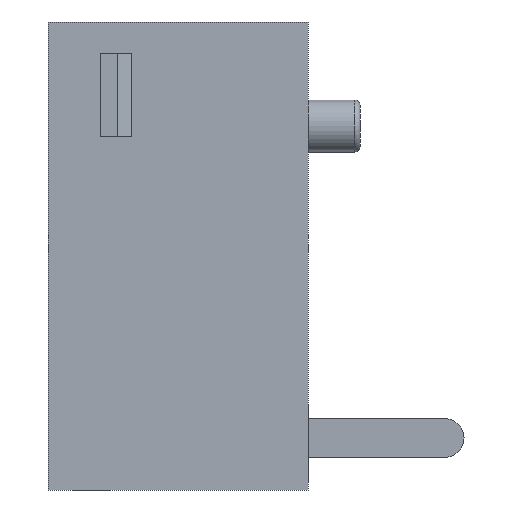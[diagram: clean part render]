
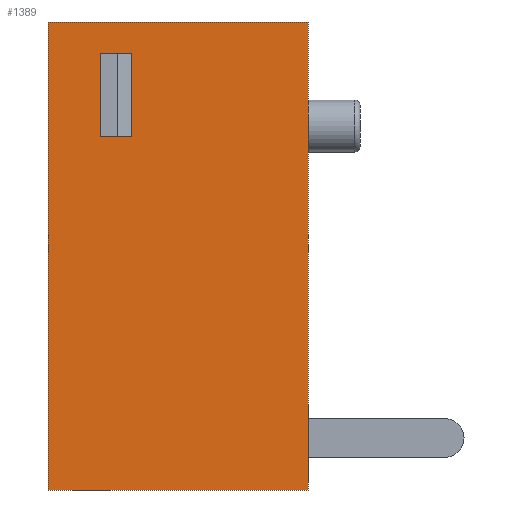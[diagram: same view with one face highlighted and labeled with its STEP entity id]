
A CAD part, left-side view. The second image highlights one B-rep face of the part: STEP entity #1389.
In plain terms, the highlighted planar face has unit normal (-1, 0, 0).
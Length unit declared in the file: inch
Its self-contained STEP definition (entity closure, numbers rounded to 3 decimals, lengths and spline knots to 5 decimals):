
#22 = CARTESIAN_POINT ( 'NONE',  ( -0.11811, 0.13386, -0.02362 ) ) ;
#41 = EDGE_CURVE ( 'NONE', #3194, #541, #102, .T. ) ;
#81 = CARTESIAN_POINT ( 'NONE',  ( -0.11811, 0.15748, -0.02362 ) ) ;
#92 = ORIENTED_EDGE ( 'NONE', *, *, #3223, .T. ) ;
#93 = FACE_OUTER_BOUND ( 'NONE', #2822, .T. ) ;
#102 = LINE ( 'NONE', #3363, #2430 ) ;
#118 = DIRECTION ( 'NONE',  ( 0., 1., 0. ) ) ;
#149 = VECTOR ( 'NONE', #3485, 39.37008 ) ;
#183 = EDGE_CURVE ( 'NONE', #541, #1313, #194, .T. ) ;
#194 = LINE ( 'NONE', #1800, #1495 ) ;
#200 = VERTEX_POINT ( 'NONE', #1767 ) ;
#249 = VERTEX_POINT ( 'NONE', #1063 ) ;
#384 = ORIENTED_EDGE ( 'NONE', *, *, #1355, .F. ) ;
#408 = PLANE ( 'NONE',  #1511 ) ;
#432 = FACE_BOUND ( 'NONE', #1946, .T. ) ;
#531 = LINE ( 'NONE', #554, #1882 ) ;
#541 = VERTEX_POINT ( 'NONE', #636 ) ;
#554 = CARTESIAN_POINT ( 'NONE',  ( -0.11811, 0., -0.35433 ) ) ;
#636 = CARTESIAN_POINT ( 'NONE',  ( -0.11811, 0.15748, -0.08661 ) ) ;
#683 = CARTESIAN_POINT ( 'NONE',  ( -0.11811, 0., -0.35433 ) ) ;
#685 = ORIENTED_EDGE ( 'NONE', *, *, #847, .F. ) ;
#847 = EDGE_CURVE ( 'NONE', #200, #249, #854, .T. ) ;
#854 = LINE ( 'NONE', #1359, #3384 ) ;
#940 = DIRECTION ( 'NONE',  ( -1., 0., 0. ) ) ;
#977 = LINE ( 'NONE', #3190, #2969 ) ;
#1054 = CARTESIAN_POINT ( 'NONE',  ( -0.11811, 0.19685, -0.35433 ) ) ;
#1063 = CARTESIAN_POINT ( 'NONE',  ( -0.11811, 0., 0. ) ) ;
#1066 = VECTOR ( 'NONE', #2898, 39.37008 ) ;
#1091 = ORIENTED_EDGE ( 'NONE', *, *, #41, .F. ) ;
#1261 = DIRECTION ( 'NONE',  ( 0., -1., 0. ) ) ;
#1313 = VERTEX_POINT ( 'NONE', #2065 ) ;
#1355 = EDGE_CURVE ( 'NONE', #1313, #1662, #977, .T. ) ;
#1359 = CARTESIAN_POINT ( 'NONE',  ( -0.11811, 0., 0. ) ) ;
#1389 = ADVANCED_FACE ( 'NONE', ( #432, #93 ), #408, .T. ) ;
#1394 = LINE ( 'NONE', #81, #1570 ) ;
#1495 = VECTOR ( 'NONE', #1261, 39.37008 ) ;
#1504 = CARTESIAN_POINT ( 'NONE',  ( -0.11811, 0., -0.35433 ) ) ;
#1505 = EDGE_CURVE ( 'NONE', #1662, #3194, #1394, .T. ) ;
#1511 = AXIS2_PLACEMENT_3D ( 'NONE', #2048, #940, #1515 ) ;
#1515 = DIRECTION ( 'NONE',  ( 0., 0., 1. ) ) ;
#1570 = VECTOR ( 'NONE', #118, 39.37008 ) ;
#1662 = VERTEX_POINT ( 'NONE', #22 ) ;
#1730 = DIRECTION ( 'NONE',  ( 0., 0., -1. ) ) ;
#1767 = CARTESIAN_POINT ( 'NONE',  ( -0.11811, 0.19685, 0. ) ) ;
#1800 = CARTESIAN_POINT ( 'NONE',  ( -0.11811, 0.15748, -0.08661 ) ) ;
#1846 = LINE ( 'NONE', #683, #1066 ) ;
#1882 = VECTOR ( 'NONE', #2477, 39.37008 ) ;
#1946 = EDGE_LOOP ( 'NONE', ( #2735, #384, #2045, #1091 ) ) ;
#2029 = DIRECTION ( 'NONE',  ( 0., 0., 1. ) ) ;
#2045 = ORIENTED_EDGE ( 'NONE', *, *, #183, .F. ) ;
#2048 = CARTESIAN_POINT ( 'NONE',  ( -0.11811, 0., -0.35433 ) ) ;
#2065 = CARTESIAN_POINT ( 'NONE',  ( -0.11811, 0.13386, -0.08661 ) ) ;
#2111 = LINE ( 'NONE', #2961, #149 ) ;
#2225 = VERTEX_POINT ( 'NONE', #1054 ) ;
#2430 = VECTOR ( 'NONE', #1730, 39.37008 ) ;
#2467 = DIRECTION ( 'NONE',  ( 0., -1., 0. ) ) ;
#2477 = DIRECTION ( 'NONE',  ( 0., 0., 1. ) ) ;
#2638 = EDGE_CURVE ( 'NONE', #2225, #3403, #1846, .T. ) ;
#2735 = ORIENTED_EDGE ( 'NONE', *, *, #1505, .F. ) ;
#2822 = EDGE_LOOP ( 'NONE', ( #685, #2967, #3122, #92 ) ) ;
#2898 = DIRECTION ( 'NONE',  ( 0., -1., 0. ) ) ;
#2961 = CARTESIAN_POINT ( 'NONE',  ( -0.11811, 0.19685, -0.35433 ) ) ;
#2967 = ORIENTED_EDGE ( 'NONE', *, *, #3361, .F. ) ;
#2969 = VECTOR ( 'NONE', #2029, 39.37008 ) ;
#3056 = CARTESIAN_POINT ( 'NONE',  ( -0.11811, 0.15748, -0.02362 ) ) ;
#3122 = ORIENTED_EDGE ( 'NONE', *, *, #2638, .T. ) ;
#3190 = CARTESIAN_POINT ( 'NONE',  ( -0.11811, 0.13386, -0.02362 ) ) ;
#3194 = VERTEX_POINT ( 'NONE', #3056 ) ;
#3223 = EDGE_CURVE ( 'NONE', #3403, #249, #531, .T. ) ;
#3361 = EDGE_CURVE ( 'NONE', #2225, #200, #2111, .T. ) ;
#3363 = CARTESIAN_POINT ( 'NONE',  ( -0.11811, 0.15748, -0.02362 ) ) ;
#3384 = VECTOR ( 'NONE', #2467, 39.37008 ) ;
#3403 = VERTEX_POINT ( 'NONE', #1504 ) ;
#3485 = DIRECTION ( 'NONE',  ( 0., 0., 1. ) ) ;
